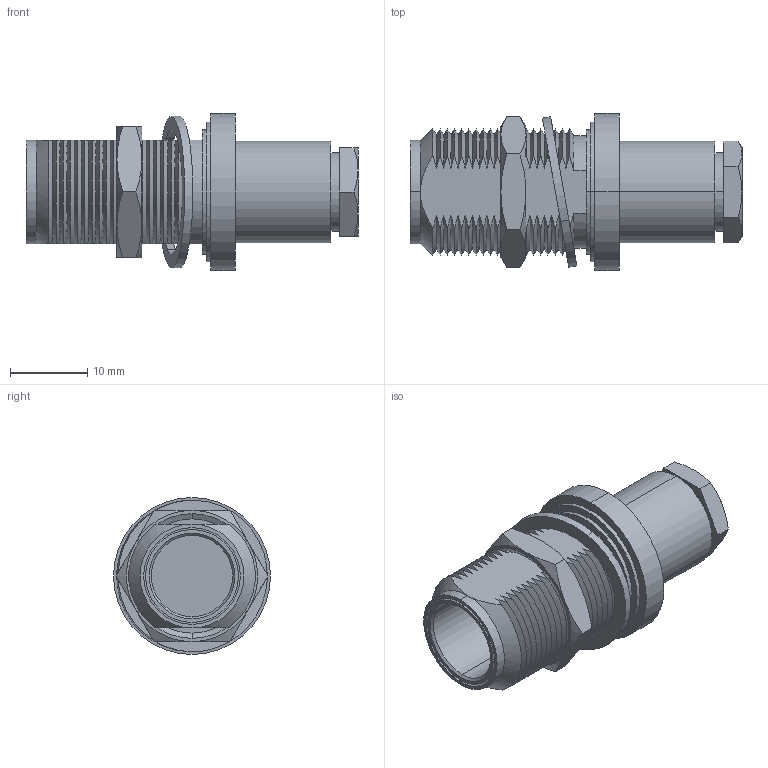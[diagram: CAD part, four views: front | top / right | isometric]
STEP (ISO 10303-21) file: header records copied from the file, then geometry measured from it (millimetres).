
FILE_DESCRIPTION (( 'STEP AP203' ), '1' );
FILE_NAME ('FMCN1917_3D.STEP', '2022-06-07T13:59:47', ( '' ), ( '' ), 'SwSTEP 2.0', 'SolidWorks 2021', '' );
FILE_SCHEMA (( 'CONFIG_CONTROL_DESIGN' ));
Length unit declared in the file: millimetre
Products named in the file (4): PE44633-MA1; FMCN1917_3D; PE44633-MA3; PE44633-MA2
Assembly tree (3 placements, depth 2):
  FMCN1917_3D
    PE44633-MA1
    PE44633-MA2
    PE44633-MA3
Bounding box: 42.97 x 20.32 x 20.32 mm (x, y, z)
Volume: 5429.2 mm3; surface area: 6667.7 mm2
Topology: 3 solids, 3 shells, 169 faces, 424 edges, 270 vertices
Faces by surface type: cone 116, plane 29, cylinder 24
Entity records: 5796 total; most frequent: CARTESIAN_POINT 1577, ORIENTED_EDGE 848, DIRECTION 742, EDGE_CURVE 424, AXIS2_PLACEMENT_3D 339, VERTEX_POINT 270, B_SPLINE_CURVE_WITH_KNOTS 196, EDGE_LOOP 182
